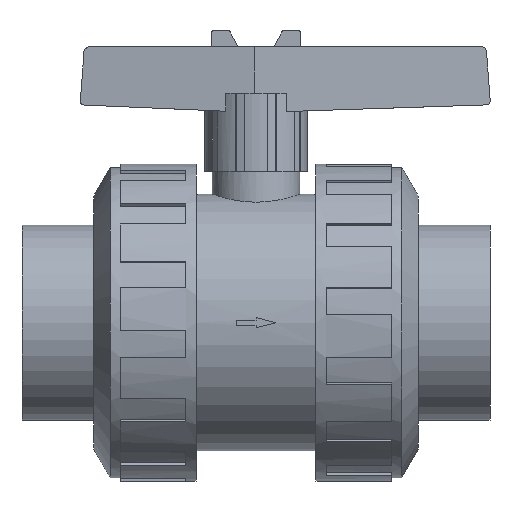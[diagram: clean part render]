
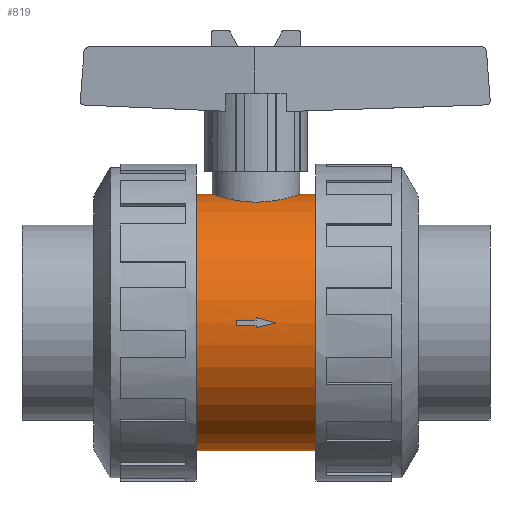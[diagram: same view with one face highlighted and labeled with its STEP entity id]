
A CAD part, front view. The second image highlights one B-rep face of the part: STEP entity #819.
In plain terms, the highlighted cylindrical face has radius 41.108 mm (diameter 82.215 mm), a partial arc.
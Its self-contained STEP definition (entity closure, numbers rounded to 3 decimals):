
#819=ADVANCED_FACE('',(#1657,#1658),#1659,.T.);
#1657=FACE_OUTER_BOUND('',#2498,.T.);
#1658=FACE_BOUND('',#2499,.T.);
#1659=CYLINDRICAL_SURFACE('',#2500,41.108);
#2498=EDGE_LOOP('',(#5002,#5003,#5004,#5005,#5006,#5007,#5008));
#2499=EDGE_LOOP('',(#5009,#5010,#5011,#5012,#5013,#5014,#5015));
#2500=AXIS2_PLACEMENT_3D('',#5016,#5017,#5018);
#5002=ORIENTED_EDGE('',*,*,#5100,.T.);
#5003=ORIENTED_EDGE('',*,*,#6068,.T.);
#5004=ORIENTED_EDGE('',*,*,#5103,.T.);
#5005=ORIENTED_EDGE('',*,*,#6069,.T.);
#5006=ORIENTED_EDGE('',*,*,#6070,.T.);
#5007=ORIENTED_EDGE('',*,*,#5102,.T.);
#5008=ORIENTED_EDGE('',*,*,#6071,.T.);
#5009=ORIENTED_EDGE('',*,*,#6052,.T.);
#5010=ORIENTED_EDGE('',*,*,#6041,.T.);
#5011=ORIENTED_EDGE('',*,*,#6030,.T.);
#5012=ORIENTED_EDGE('',*,*,#6017,.T.);
#5013=ORIENTED_EDGE('',*,*,#6022,.T.);
#5014=ORIENTED_EDGE('',*,*,#6034,.T.);
#5015=ORIENTED_EDGE('',*,*,#6045,.T.);
#5016=CARTESIAN_POINT('',(0.0,0.0,0.0));
#5017=DIRECTION('',(1.0,0.0,0.0));
#5018=DIRECTION('',(0.0,0.0,-1.0));
#5100=EDGE_CURVE('',#6124,#6125,#6126,.T.);
#5102=EDGE_CURVE('',#6104,#6127,#6129,.T.);
#5103=EDGE_CURVE('',#6130,#6101,#6131,.T.);
#6017=EDGE_CURVE('',#7485,#7486,#7487,.T.);
#6022=EDGE_CURVE('',#7486,#7494,#7495,.T.);
#6030=EDGE_CURVE('',#7506,#7485,#7507,.T.);
#6034=EDGE_CURVE('',#7494,#7512,#7513,.T.);
#6041=EDGE_CURVE('',#7522,#7506,#7523,.T.);
#6045=EDGE_CURVE('',#7512,#7528,#7529,.T.);
#6052=EDGE_CURVE('',#7528,#7522,#7538,.T.);
#6068=EDGE_CURVE('',#6125,#6130,#7557,.T.);
#6069=EDGE_CURVE('',#6101,#7558,#7559,.T.);
#6070=EDGE_CURVE('',#7558,#6104,#7560,.T.);
#6071=EDGE_CURVE('',#6127,#6124,#7561,.T.);
#6101=VERTEX_POINT('',#7595);
#6104=VERTEX_POINT('',#7599);
#6124=VERTEX_POINT('',#7655);
#6125=VERTEX_POINT('',#7656);
#6126=LINE('',#7657,#7658);
#6127=VERTEX_POINT('',#7659);
#6129=LINE('',#7661,#7662);
#6130=VERTEX_POINT('',#7663);
#6131=LINE('',#7664,#7665);
#7485=VERTEX_POINT('',#9465);
#7486=VERTEX_POINT('',#9466);
#7487=LINE('',#9467,#9468);
#7494=VERTEX_POINT('',#9478);
#7495=CIRCLE('',#9479,41.108);
#7506=VERTEX_POINT('',#9495);
#7507=CIRCLE('',#9496,41.108);
#7512=VERTEX_POINT('',#9503);
#7513=ELLIPSE('',#9504,161.442,41.108);
#7522=VERTEX_POINT('',#9517);
#7523=LINE('',#9518,#9519);
#7528=VERTEX_POINT('',#9526);
#7529=ELLIPSE('',#9527,161.442,41.108);
#7538=CIRCLE('',#9540,41.108);
#7557=CIRCLE('',#9567,41.108);
#7558=VERTEX_POINT('',#9568);
#7559=B_SPLINE_CURVE_WITH_KNOTS('',3,(#9569,#9570,#9571,#9572,#9573,#9574,#9575,#9576,#9577,#9578,#9579,#9580,#9581,#9582,#9583,#9584,#9585,#9586),.UNSPECIFIED.,.F.,.F.,(4,2,2,2,2,2,2,2,4),(63.793,66.451,69.108,71.765,74.423,77.081,79.74,82.399,85.058),.UNSPECIFIED.);
#7560=B_SPLINE_CURVE_WITH_KNOTS('',3,(#9587,#9588,#9589,#9590,#9591,#9592,#9593,#9594,#9595,#9596,#9597,#9598,#9599,#9600,#9601,#9602,#9603,#9604),.UNSPECIFIED.,.F.,.F.,(4,2,2,2,2,2,2,2,4),(0.0,2.659,5.317,7.976,10.635,13.292,15.95,18.607,21.264),.UNSPECIFIED.);
#7561=CIRCLE('',#9605,41.108);
#7595=CARTESIAN_POINT('',(13.99,0.,41.108));
#7599=CARTESIAN_POINT('',(-13.99,0.,41.108));
#7655=CARTESIAN_POINT('',(-19.226,0.,-41.108));
#7656=CARTESIAN_POINT('',(19.226,0.,-41.108));
#7657=CARTESIAN_POINT('',(0.0,0.,-41.108));
#7658=VECTOR('',#9654,1.0);
#7659=CARTESIAN_POINT('',(-19.226,0.,41.108));
#7661=CARTESIAN_POINT('',(0.0,0.,41.108));
#7662=VECTOR('',#9658,1.0);
#7663=CARTESIAN_POINT('',(19.226,0.,41.108));
#7664=CARTESIAN_POINT('',(0.0,0.,41.108));
#7665=VECTOR('',#9659,1.0);
#9465=CARTESIAN_POINT('',(-6.21,-41.099,0.818));
#9466=CARTESIAN_POINT('',(0.0,-41.099,0.818));
#9467=CARTESIAN_POINT('',(-3.105,-41.099,0.818));
#9468=VECTOR('',#10778,1.0);
#9478=CARTESIAN_POINT('',(0.0,-41.075,1.635));
#9479=AXIS2_PLACEMENT_3D('',#10782,#10783,#10784);
#9495=CARTESIAN_POINT('',(-6.21,-41.099,-0.818));
#9496=AXIS2_PLACEMENT_3D('',#10790,#10791,#10792);
#9503=CARTESIAN_POINT('',(6.21,-41.108,0.0));
#9504=AXIS2_PLACEMENT_3D('',#10795,#10796,#10797);
#9517=CARTESIAN_POINT('',(0.0,-41.099,-0.818));
#9518=CARTESIAN_POINT('',(-3.105,-41.099,-0.818));
#9519=VECTOR('',#10802,1.0);
#9526=CARTESIAN_POINT('',(0.0,-41.075,-1.635));
#9527=AXIS2_PLACEMENT_3D('',#10805,#10806,#10807);
#9540=AXIS2_PLACEMENT_3D('',#10812,#10813,#10814);
#9567=AXIS2_PLACEMENT_3D('',#10823,#10824,#10825);
#9568=CARTESIAN_POINT('',(0.0,-13.99,38.654));
#9569=CARTESIAN_POINT('',(13.99,0.,41.108));
#9570=CARTESIAN_POINT('',(13.99,-0.886,41.108));
#9571=CARTESIAN_POINT('',(13.905,-1.8,41.078));
#9572=CARTESIAN_POINT('',(13.547,-3.613,40.958));
#9573=CARTESIAN_POINT('',(13.275,-4.513,40.868));
#9574=CARTESIAN_POINT('',(12.559,-6.234,40.641));
#9575=CARTESIAN_POINT('',(12.114,-7.057,40.505));
#9576=CARTESIAN_POINT('',(11.089,-8.578,40.21));
#9577=CARTESIAN_POINT('',(10.509,-9.275,40.052));
#9578=CARTESIAN_POINT('',(9.275,-10.51,39.746));
#9579=CARTESIAN_POINT('',(8.578,-11.09,39.587));
#9580=CARTESIAN_POINT('',(7.057,-12.114,39.286));
#9581=CARTESIAN_POINT('',(6.234,-12.559,39.144));
#9582=CARTESIAN_POINT('',(4.513,-13.275,38.907));
#9583=CARTESIAN_POINT('',(3.614,-13.547,38.812));
#9584=CARTESIAN_POINT('',(1.8,-13.904,38.685));
#9585=CARTESIAN_POINT('',(0.886,-13.99,38.654));
#9586=CARTESIAN_POINT('',(0.0,-13.99,38.654));
#9587=CARTESIAN_POINT('',(0.0,-13.99,38.654));
#9588=CARTESIAN_POINT('',(-0.886,-13.99,38.654));
#9589=CARTESIAN_POINT('',(-1.8,-13.904,38.685));
#9590=CARTESIAN_POINT('',(-3.614,-13.547,38.812));
#9591=CARTESIAN_POINT('',(-4.513,-13.275,38.907));
#9592=CARTESIAN_POINT('',(-6.234,-12.559,39.144));
#9593=CARTESIAN_POINT('',(-7.057,-12.114,39.286));
#9594=CARTESIAN_POINT('',(-8.578,-11.09,39.587));
#9595=CARTESIAN_POINT('',(-9.275,-10.51,39.746));
#9596=CARTESIAN_POINT('',(-10.509,-9.275,40.052));
#9597=CARTESIAN_POINT('',(-11.089,-8.578,40.21));
#9598=CARTESIAN_POINT('',(-12.114,-7.057,40.505));
#9599=CARTESIAN_POINT('',(-12.559,-6.234,40.641));
#9600=CARTESIAN_POINT('',(-13.275,-4.513,40.868));
#9601=CARTESIAN_POINT('',(-13.547,-3.613,40.958));
#9602=CARTESIAN_POINT('',(-13.905,-1.8,41.078));
#9603=CARTESIAN_POINT('',(-13.99,-0.886,41.108));
#9604=CARTESIAN_POINT('',(-13.99,0.,41.108));
#9605=AXIS2_PLACEMENT_3D('',#10826,#10827,#10828);
#9654=DIRECTION('',(1.0,0.0,0.0));
#9658=DIRECTION('',(-1.0,-0.0,-0.0));
#9659=DIRECTION('',(-1.0,-0.0,-0.0));
#10778=DIRECTION('',(1.0,0.0,0.0));
#10782=CARTESIAN_POINT('',(0.0,0.0,0.0));
#10783=DIRECTION('',(-1.0,0.0,0.0));
#10784=DIRECTION('',(0.0,0.0,-1.0));
#10790=CARTESIAN_POINT('',(-6.21,0.0,0.0));
#10791=DIRECTION('',(-1.0,0.0,0.0));
#10792=DIRECTION('',(0.0,0.0,-1.0));
#10795=CARTESIAN_POINT('',(6.21,0.0,0.0));
#10796=DIRECTION('',(0.255,-0.0,0.967));
#10797=DIRECTION('',(0.967,0.0,-0.255));
#10802=DIRECTION('',(-1.0,-0.0,-0.0));
#10805=CARTESIAN_POINT('',(6.21,0.0,0.0));
#10806=DIRECTION('',(0.255,0.0,-0.967));
#10807=DIRECTION('',(-0.967,0.0,-0.255));
#10812=CARTESIAN_POINT('',(0.0,0.0,0.0));
#10813=DIRECTION('',(-1.0,0.0,0.0));
#10814=DIRECTION('',(0.0,0.0,-1.0));
#10823=CARTESIAN_POINT('',(19.226,0.0,0.0));
#10824=DIRECTION('',(-1.0,0.0,0.0));
#10825=DIRECTION('',(0.0,0.0,-1.0));
#10826=CARTESIAN_POINT('',(-19.226,0.0,0.0));
#10827=DIRECTION('',(1.0,0.0,0.0));
#10828=DIRECTION('',(0.0,0.0,-1.0));
